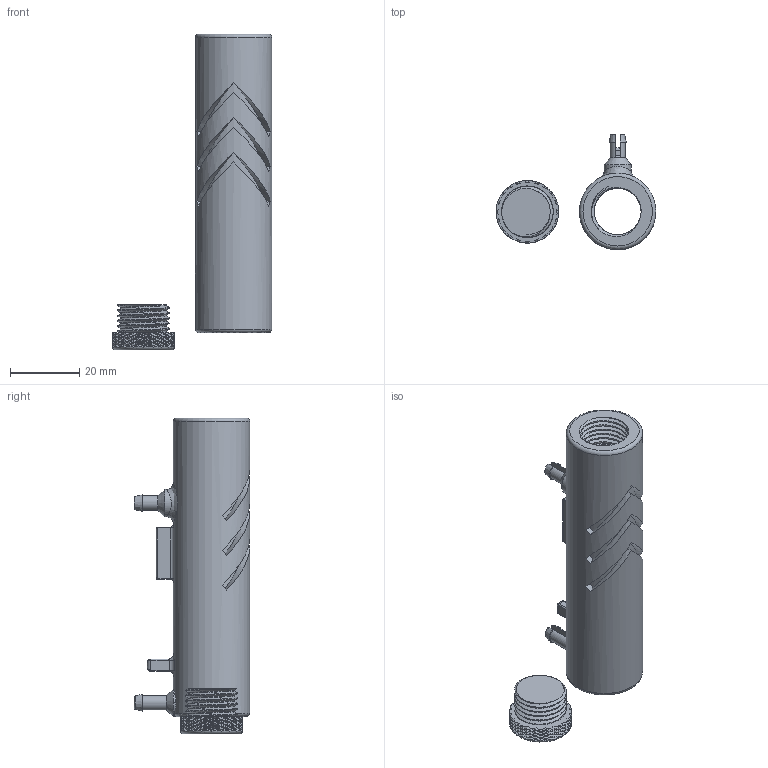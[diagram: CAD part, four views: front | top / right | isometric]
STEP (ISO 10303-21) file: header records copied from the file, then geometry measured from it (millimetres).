
FILE_DESCRIPTION(/* description */ (''),/* implementation_level */ '2;1');
FILE_NAME(/* name */ 'Haptic Attachment Full CAD STEP Revision 2.step',/* time_stamp */ '2024-04-21T19:31:19+08:00',/* author */ (''),/* organization */ (''),/* preprocessor_version */ 'ST-DEVELOPER v20',/* originating_system */ 'Autodesk Translation Framework v12.20.1.177',/* authorisation */ '');
FILE_SCHEMA (('AUTOMOTIVE_DESIGN { 1 0 10303 214 3 1 1 }'));
Length unit declared in the file: millimetre
Products named in the file (1): MIT thing
Bounding box: 46 x 33.3 x 91 mm (x, y, z)
Volume: 22702.1 mm3; surface area: 13245 mm2
Topology: 2 solids, 2 shells, 980 faces, 2102 edges, 1124 vertices
Faces by surface type: bspline 687, cylinder 253, plane 31, torus 7, cone 2
Full cylindrical faces by diameter (mm): 7.85 x1, 13.137 x4, 13.526 x11, 14.85 x5, 15.203 x12, 22 x1
Entity records: 42303 total; most frequent: CARTESIAN_POINT 27157, ORIENTED_EDGE 4188, EDGE_CURVE 2094, B_SPLINE_CURVE_WITH_KNOTS 1767, VERTEX_POINT 1124, DIRECTION 1049, EDGE_LOOP 988, FACE_OUTER_BOUND 980
